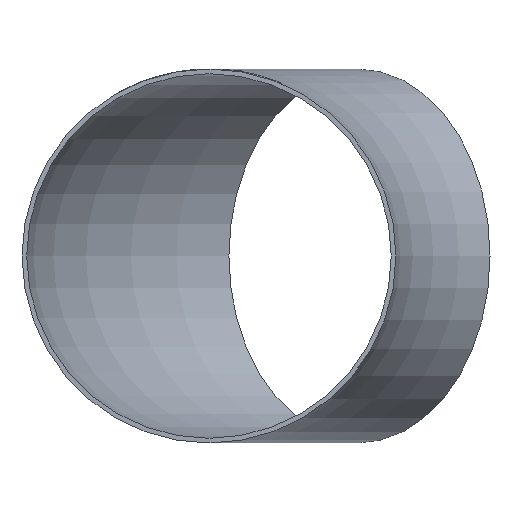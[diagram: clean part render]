
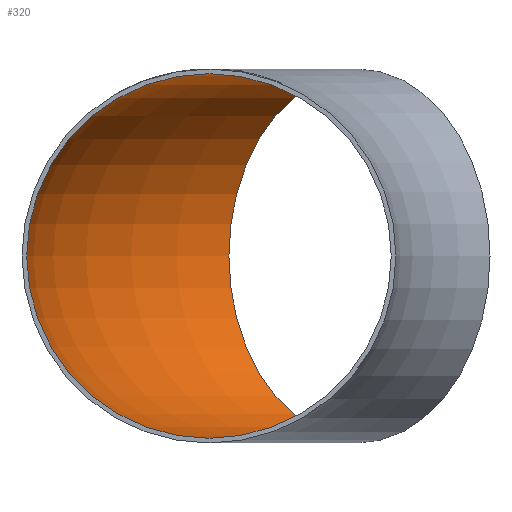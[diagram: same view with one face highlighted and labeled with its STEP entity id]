
A CAD part, front view. The second image highlights one B-rep face of the part: STEP entity #320.
In plain terms, the highlighted toroidal (fillet/blend) face has major radius 216 mm and minor radius 77.5 mm.
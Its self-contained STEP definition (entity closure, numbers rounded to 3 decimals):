
#320 = ADVANCED_FACE ( 'NONE', ( #11992, #13527 ), #6980, .F. ) ;
#342 = CARTESIAN_POINT ( 'NONE',  ( -152.735, 152.735, 0. ) ) ;
#511 = CIRCLE ( 'NONE', #16270, 77.5 ) ;
#631 = CARTESIAN_POINT ( 'NONE',  ( -216., 0., 77.5 ) ) ;
#1292 = AXIS2_PLACEMENT_3D ( 'NONE', #342, #2116, #14666 ) ;
#2116 = DIRECTION ( 'NONE',  ( 0.707, 0.707, 0. ) ) ;
#4856 = CARTESIAN_POINT ( 'NONE',  ( 0., 0., 0. ) ) ;
#5403 = ORIENTED_EDGE ( 'NONE', *, *, #18791, .F. ) ;
#5696 = VERTEX_POINT ( 'NONE', #18251 ) ;
#6980 = TOROIDAL_SURFACE ( 'NONE', #16724, 216., 77.5 ) ;
#9544 = VERTEX_POINT ( 'NONE', #631 ) ;
#10165 = ORIENTED_EDGE ( 'NONE', *, *, #20322, .T. ) ;
#10255 = CARTESIAN_POINT ( 'NONE',  ( -216., 0., 0. ) ) ;
#11886 = DIRECTION ( 'NONE',  ( 0., 0., -1. ) ) ;
#11992 = FACE_OUTER_BOUND ( 'NONE', #22898, .T. ) ;
#13527 = FACE_OUTER_BOUND ( 'NONE', #21880, .T. ) ;
#14666 = DIRECTION ( 'NONE',  ( -0.707, 0.707, 0. ) ) ;
#16270 = AXIS2_PLACEMENT_3D ( 'NONE', #10255, #21315, #17550 ) ;
#16724 = AXIS2_PLACEMENT_3D ( 'NONE', #4856, #11886, #20712 ) ;
#17550 = DIRECTION ( 'NONE',  ( 0., 0., 1. ) ) ;
#18251 = CARTESIAN_POINT ( 'NONE',  ( -207.536, 207.536, 0. ) ) ;
#18791 = EDGE_CURVE ( 'NONE', #9544, #9544, #511, .T. ) ;
#20322 = EDGE_CURVE ( 'NONE', #5696, #5696, #22308, .T. ) ;
#20712 = DIRECTION ( 'NONE',  ( -1., 0., 0. ) ) ;
#21315 = DIRECTION ( 'NONE',  ( 0., 1., 0. ) ) ;
#21880 = EDGE_LOOP ( 'NONE', ( #5403 ) ) ;
#22308 = CIRCLE ( 'NONE', #1292, 77.5 ) ;
#22898 = EDGE_LOOP ( 'NONE', ( #10165 ) ) ;
